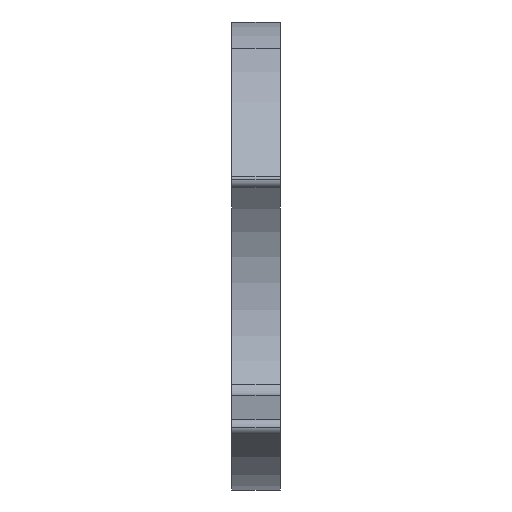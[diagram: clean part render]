
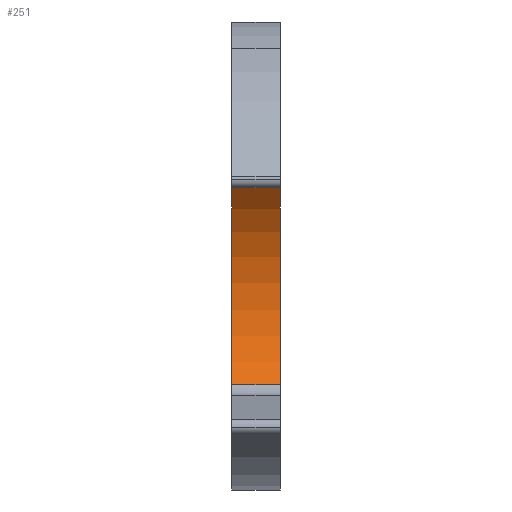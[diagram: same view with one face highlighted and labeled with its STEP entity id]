
A CAD part, top view. The second image highlights one B-rep face of the part: STEP entity #251.
In plain terms, the highlighted cylindrical face has radius 20.937 mm (diameter 41.874 mm), a partial arc.
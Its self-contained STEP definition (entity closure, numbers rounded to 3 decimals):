
#6 = VECTOR ( 'NONE', #500, 1000. ) ;
#40 = ORIENTED_EDGE ( 'NONE', *, *, #186, .T. ) ;
#42 = ORIENTED_EDGE ( 'NONE', *, *, #503, .F. ) ;
#44 = CYLINDRICAL_SURFACE ( 'NONE', #461, 20.937 ) ;
#78 = FACE_OUTER_BOUND ( 'NONE', #505, .T. ) ;
#84 = CARTESIAN_POINT ( 'NONE',  ( 6.3, 0., 0. ) ) ;
#115 = CARTESIAN_POINT ( 'NONE',  ( 6.3, -11.092, -17.758 ) ) ;
#164 = DIRECTION ( 'NONE',  ( 1., 0., 0. ) ) ;
#168 = CIRCLE ( 'NONE', #690, 20.937 ) ;
#186 = EDGE_CURVE ( 'NONE', #411, #452, #579, .T. ) ;
#206 = DIRECTION ( 'NONE',  ( 1., 0., 0. ) ) ;
#208 = ORIENTED_EDGE ( 'NONE', *, *, #598, .F. ) ;
#249 = AXIS2_PLACEMENT_3D ( 'NONE', #84, #206, #271 ) ;
#251 = ADVANCED_FACE ( 'NONE', ( #78 ), #44, .F. ) ;
#271 = DIRECTION ( 'NONE',  ( 0., 0., -1. ) ) ;
#278 = CARTESIAN_POINT ( 'NONE',  ( 6.3, 16.496, -12.893 ) ) ;
#316 = DIRECTION ( 'NONE',  ( -1., 0., 0. ) ) ;
#353 = CARTESIAN_POINT ( 'NONE',  ( 6.3, 0., 0. ) ) ;
#358 = VERTEX_POINT ( 'NONE', #704 ) ;
#388 = VERTEX_POINT ( 'NONE', #519 ) ;
#411 = VERTEX_POINT ( 'NONE', #446 ) ;
#414 = ORIENTED_EDGE ( 'NONE', *, *, #483, .T. ) ;
#446 = CARTESIAN_POINT ( 'NONE',  ( 6.3, 16.496, -12.893 ) ) ;
#452 = VERTEX_POINT ( 'NONE', #558 ) ;
#461 = AXIS2_PLACEMENT_3D ( 'NONE', #353, #316, #718 ) ;
#483 = EDGE_CURVE ( 'NONE', #388, #411, #706, .T. ) ;
#500 = DIRECTION ( 'NONE',  ( -1., 0., 0. ) ) ;
#503 = EDGE_CURVE ( 'NONE', #388, #358, #757, .T. ) ;
#505 = EDGE_LOOP ( 'NONE', ( #208, #42, #414, #40 ) ) ;
#519 = CARTESIAN_POINT ( 'NONE',  ( 6.3, -11.092, -17.758 ) ) ;
#541 = VECTOR ( 'NONE', #632, 1000. ) ;
#558 = CARTESIAN_POINT ( 'NONE',  ( 0., 16.496, -12.893 ) ) ;
#579 = LINE ( 'NONE', #278, #6 ) ;
#598 = EDGE_CURVE ( 'NONE', #358, #452, #168, .T. ) ;
#599 = CARTESIAN_POINT ( 'NONE',  ( 0., 0., 0. ) ) ;
#632 = DIRECTION ( 'NONE',  ( -1., 0., 0. ) ) ;
#690 = AXIS2_PLACEMENT_3D ( 'NONE', #599, #164, #725 ) ;
#704 = CARTESIAN_POINT ( 'NONE',  ( 0., -11.092, -17.758 ) ) ;
#706 = CIRCLE ( 'NONE', #249, 20.937 ) ;
#718 = DIRECTION ( 'NONE',  ( 0., 0., 1. ) ) ;
#725 = DIRECTION ( 'NONE',  ( 0., 0., -1. ) ) ;
#757 = LINE ( 'NONE', #115, #541 ) ;
